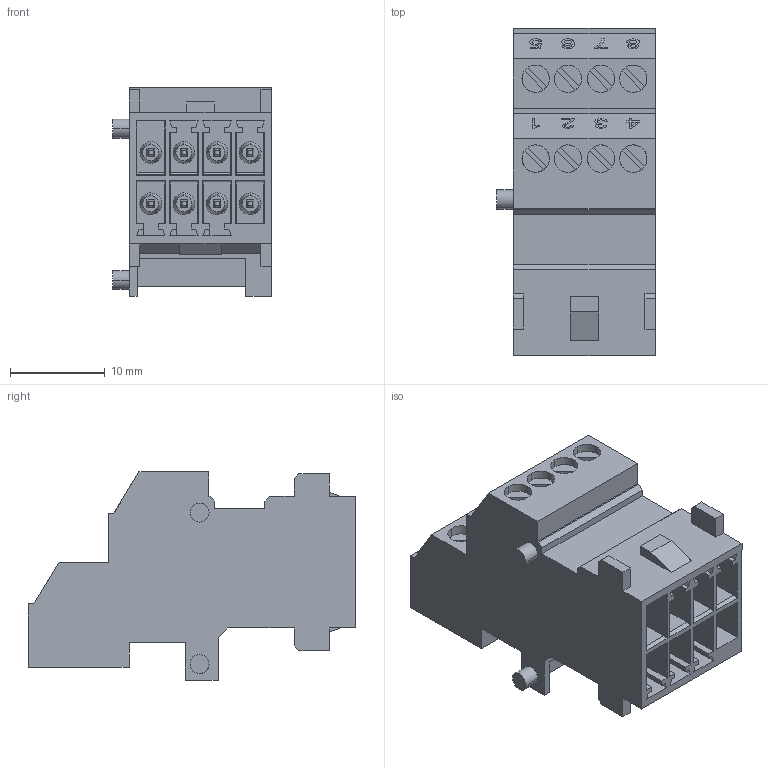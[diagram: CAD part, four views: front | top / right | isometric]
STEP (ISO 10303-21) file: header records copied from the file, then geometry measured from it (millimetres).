
FILE_DESCRIPTION(('Creo Elements/Direct Modeling STEP Export'),'2;1');
FILE_NAME('model.stp','2019-10-28T 9:59:21',(''),(''),'Creo Elements/Direct Modeling STEP processor for AP214 (Solid Model)','Creo Elements/Direct Modeling 20.1A 29-Sep-2018 (C) Parametric Technology GmbH','');
FILE_SCHEMA(('AUTOMOTIVE_DESIGN { 1 0 10303 214 1 1 1 1 }'));
Length unit declared in the file: millimetre
Products named in the file (2): VC-AMS8
Assembly tree (1 placements, depth 2):
  VC-AMS8
    VC-AMS8
Bounding box: 16.79 x 34.6 x 22 mm (x, y, z)
Volume: 5888 mm3; surface area: 5109.4 mm2
Topology: 1 solids, 1 shells, 972 faces, 2987 edges, 2102 vertices
Faces by surface type: plane 887, cylinder 36, extrusion 33, cone 16
Entity records: 41187 total; most frequent: CARTESIAN_POINT 7093, ORIENTED_EDGE 5974, DIRECTION 4635, EDGE_CURVE 2987, VECTOR 2765, LINE 2732, VERTEX_POINT 2102, EDGE_LOOP 1057
